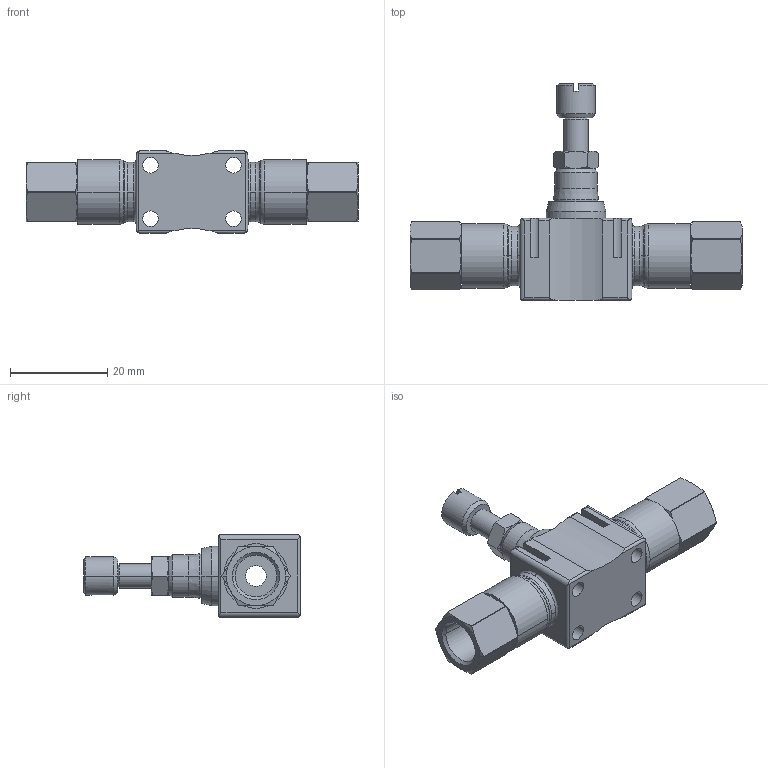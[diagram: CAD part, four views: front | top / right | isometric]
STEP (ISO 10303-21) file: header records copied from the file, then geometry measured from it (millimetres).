
FILE_DESCRIPTION(('STEP AP214'),'1');
FILE_NAME('7771_10_10.stp','2016-07-07T14:32:06',('TraceParts'),('TraceParts S.A.'),'Spatial InterOp 3D',' ',' ');
FILE_SCHEMA(('automotive_design'));
Length unit declared in the file: millimetre
Products named in the file (1): 1
Bounding box: 68.26 x 44.5 x 17 mm (x, y, z)
Volume: 11402.8 mm3; surface area: 6665.9 mm2
Topology: 1 solids, 1 shells, 218 faces, 550 edges, 344 vertices
Faces by surface type: cylinder 76, cone 76, plane 54, torus 12
Entity records: 6957 total; most frequent: CARTESIAN_POINT 1761, DIRECTION 1136, ORIENTED_EDGE 1100, EDGE_CURVE 550, AXIS2_PLACEMENT_3D 471, VERTEX_POINT 344, CIRCLE 244, EDGE_LOOP 238
